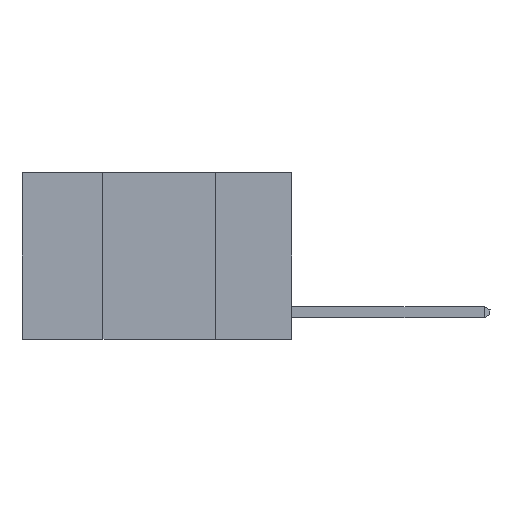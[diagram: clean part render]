
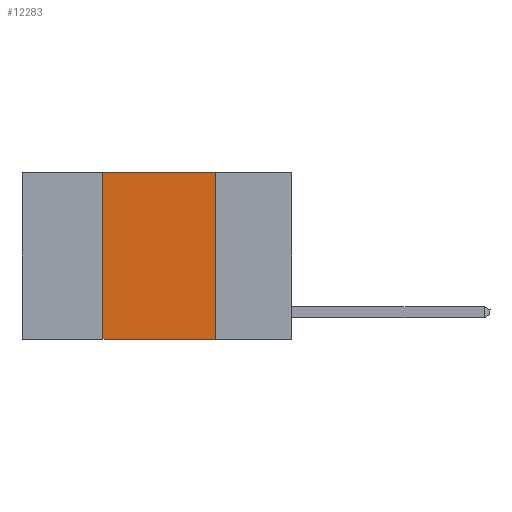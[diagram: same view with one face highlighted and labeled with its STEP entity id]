
A CAD part, left-side view. The second image highlights one B-rep face of the part: STEP entity #12283.
In plain terms, the highlighted planar face has unit normal (-1, 0, 0).
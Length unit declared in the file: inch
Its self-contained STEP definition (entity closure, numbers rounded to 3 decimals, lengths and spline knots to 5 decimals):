
#145 = CARTESIAN_POINT ( 'NONE',  ( 0., 0.17, 0. ) ) ;
#1361 = ORIENTED_EDGE ( 'NONE', *, *, #6399, .F. ) ;
#1520 = LINE ( 'NONE', #145, #6934 ) ;
#1709 = VECTOR ( 'NONE', #2902, 39.37008 ) ;
#1952 = ORIENTED_EDGE ( 'NONE', *, *, #11668, .F. ) ;
#2066 = CARTESIAN_POINT ( 'NONE',  ( 0., 0.17, 0. ) ) ;
#2222 = CARTESIAN_POINT ( 'NONE',  ( 0., 0.42, -0.37 ) ) ;
#2678 = LINE ( 'NONE', #5435, #1709 ) ;
#2893 = VECTOR ( 'NONE', #3620, 39.37008 ) ;
#2902 = DIRECTION ( 'NONE',  ( 0., -1., 0. ) ) ;
#3620 = DIRECTION ( 'NONE',  ( 0., -1., 0. ) ) ;
#3875 = DIRECTION ( 'NONE',  ( 0., 0., -1. ) ) ;
#3993 = DIRECTION ( 'NONE',  ( 0., 0., 1. ) ) ;
#4135 = PLANE ( 'NONE',  #11907 ) ;
#4333 = CARTESIAN_POINT ( 'NONE',  ( 0., 0.17, -0.37 ) ) ;
#5435 = CARTESIAN_POINT ( 'NONE',  ( 0., 0.6, -0.37 ) ) ;
#6174 = LINE ( 'NONE', #8649, #2893 ) ;
#6399 = EDGE_CURVE ( 'NONE', #13970, #14701, #6174, .T. ) ;
#6554 = EDGE_CURVE ( 'NONE', #14701, #13088, #1520, .T. ) ;
#6934 = VECTOR ( 'NONE', #3875, 39.37008 ) ;
#7170 = EDGE_CURVE ( 'NONE', #8309, #13088, #2678, .T. ) ;
#7327 = CARTESIAN_POINT ( 'NONE',  ( 0., 0.42, 0. ) ) ;
#7821 = DIRECTION ( 'NONE',  ( 0., 0., -1. ) ) ;
#8309 = VERTEX_POINT ( 'NONE', #2222 ) ;
#8648 = ORIENTED_EDGE ( 'NONE', *, *, #7170, .T. ) ;
#8649 = CARTESIAN_POINT ( 'NONE',  ( 0., 0.6, 0. ) ) ;
#9867 = ORIENTED_EDGE ( 'NONE', *, *, #6554, .F. ) ;
#10184 = DIRECTION ( 'NONE',  ( 1., 0., 0. ) ) ;
#11232 = EDGE_LOOP ( 'NONE', ( #9867, #1361, #1952, #8648 ) ) ;
#11668 = EDGE_CURVE ( 'NONE', #8309, #13970, #13575, .T. ) ;
#11907 = AXIS2_PLACEMENT_3D ( 'NONE', #12624, #10184, #7821 ) ;
#12186 = FACE_OUTER_BOUND ( 'NONE', #11232, .T. ) ;
#12283 = ADVANCED_FACE ( 'NONE', ( #12186 ), #4135, .F. ) ;
#12537 = CARTESIAN_POINT ( 'NONE',  ( 0., 0.42, 0. ) ) ;
#12624 = CARTESIAN_POINT ( 'NONE',  ( 0., 0.6, 0. ) ) ;
#13088 = VERTEX_POINT ( 'NONE', #4333 ) ;
#13575 = LINE ( 'NONE', #12537, #14918 ) ;
#13970 = VERTEX_POINT ( 'NONE', #7327 ) ;
#14701 = VERTEX_POINT ( 'NONE', #2066 ) ;
#14918 = VECTOR ( 'NONE', #3993, 39.37008 ) ;
